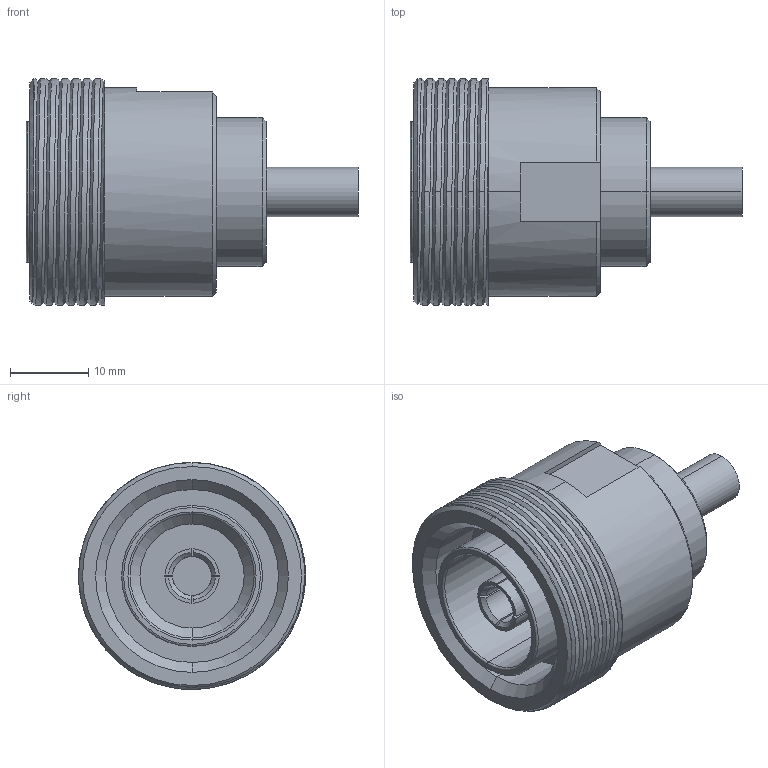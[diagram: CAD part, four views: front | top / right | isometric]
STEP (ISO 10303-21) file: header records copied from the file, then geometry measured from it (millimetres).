
FILE_DESCRIPTION (( 'STEP AP214' ), '1' );
FILE_NAME ('FMCN1831_3D.STEP', '2022-03-11T19:46:48', ( '' ), ( '' ), 'SwSTEP 2.0', 'SolidWorks 2021', '' );
FILE_SCHEMA (( 'AUTOMOTIVE_DESIGN' ));
Length unit declared in the file: inch
Products named in the file (1): FMCN1831_3D
Bounding box: 42.42 x 29 x 29 mm (x, y, z)
Volume: 12770.9 mm3; surface area: 6514.4 mm2
Topology: 1 solids, 1 shells, 89 faces, 218 edges, 141 vertices
Faces by surface type: cylinder 39, plane 29, cone 15, torus 4, bspline 2
Entity records: 3439 total; most frequent: CARTESIAN_POINT 1341, ORIENTED_EDGE 436, DIRECTION 435, EDGE_CURVE 218, AXIS2_PLACEMENT_3D 173, VERTEX_POINT 141, EDGE_LOOP 99, FACE_OUTER_BOUND 89
